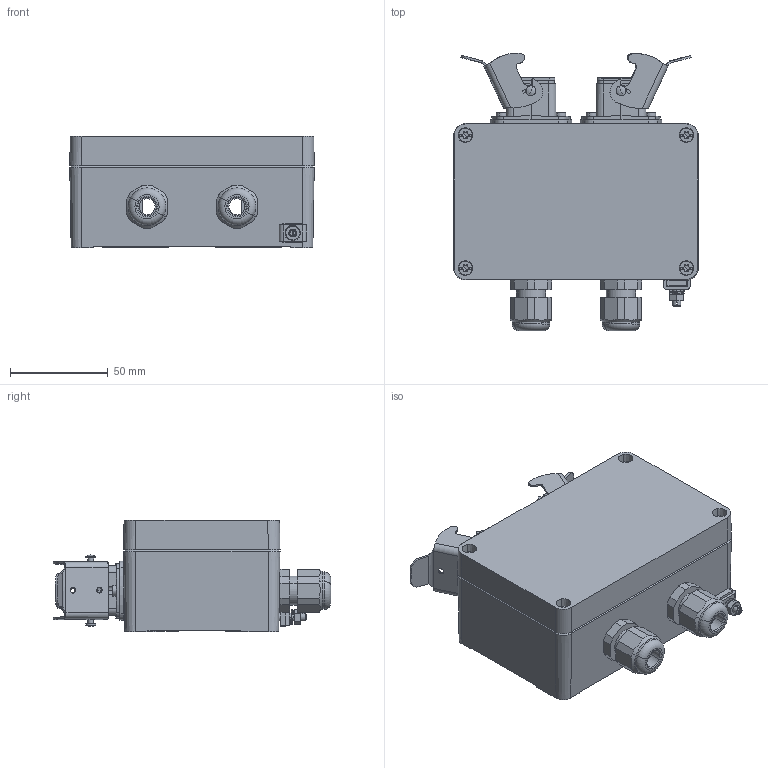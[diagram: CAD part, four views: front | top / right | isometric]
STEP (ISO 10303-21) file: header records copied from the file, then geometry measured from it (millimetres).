
FILE_DESCRIPTION(('CATIA V5 STEP Exchange','CAx-IF Rec.Pracs.--- Model Styling and Organization---1.4--- 2014-01-23'),'2;1');
FILE_NAME ('028692-3_0', '2021-02-09T11:07:10+00:00', ('none'), ('Weidmueller'), 'CATIA Version 5-6 Release 2016 SP3 HF44', 'CATIA V5 STEP AP214', 'none');
FILE_SCHEMA(('AUTOMOTIVE_DESIGN { 1 0 10303 214 1 1 1 1 }'));
Products named in the file (1): 1966290000
Bounding box: 125 x 141.85 x 57 mm (x, y, z)
Volume: 186356.3 mm3; surface area: 138340.7 mm2
Topology: 33 solids, 33 shells, 2169 faces, 5819 edges, 3764 vertices
Faces by surface type: plane 1058, cylinder 795, torus 147, cone 105, bspline 32, sphere 32
Entity records: 66086 total; most frequent: CARTESIAN_POINT 15803, ORIENTED_EDGE 11566, DIRECTION 8176, EDGE_CURVE 5783, VERTEX_POINT 3769, VECTOR 3455, LINE 3455, AXIS2_PLACEMENT_3D 3219
